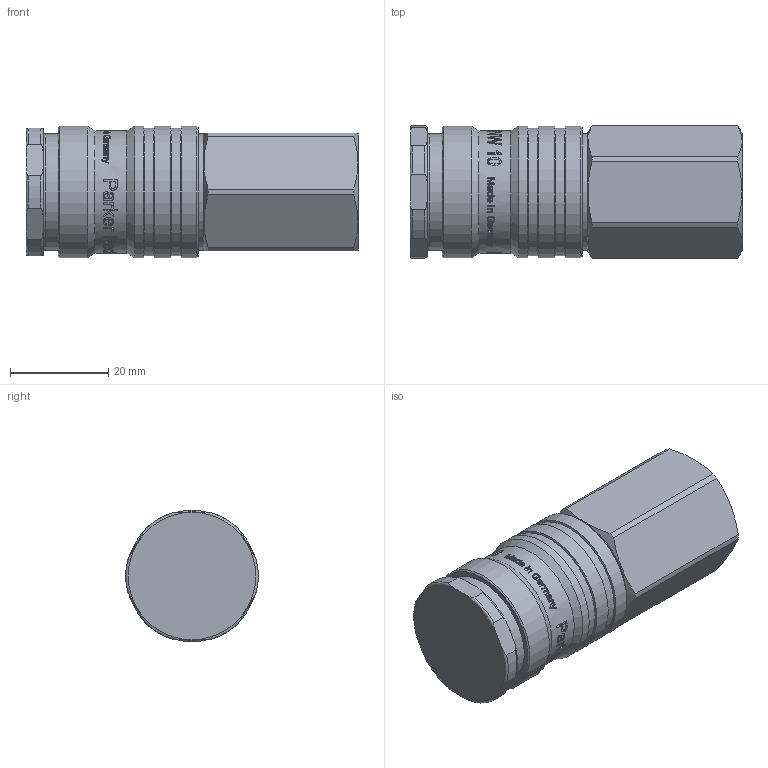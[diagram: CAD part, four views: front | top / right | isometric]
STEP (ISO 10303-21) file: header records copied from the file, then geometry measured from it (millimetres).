
FILE_DESCRIPTION((''),'2;1');
FILE_NAME('1700kaiw21spn.stp','2012-06-27T09:01:35',('AS035480'),(''),'Autodesk Inventor 2011','Autodesk Inventor 2011','');
FILE_SCHEMA(('AUTOMOTIVE_DESIGN { 1 0 10303 214 1 1 1 1 }'));
Length unit declared in the file: millimetre
Products named in the file (1): D103695
Bounding box: 67.64 x 27.05 x 26.8 mm (x, y, z)
Volume: 29789.7 mm3; surface area: 12595.6 mm2
Topology: 2 solids, 3 shells, 659 faces, 1729 edges, 1139 vertices
Faces by surface type: bspline 328, plane 195, cylinder 90, cone 29, torus 17
Full cylindrical faces by diameter (mm): 18.631 x1, 20.867 x1, 20.974 x1, 21 x1, 21.2 x1, 21.3 x1, 21.4 x1, 22.5 x1, 23.7 x2, 23.8 x1, 24 x1, 25 x1, 26 x2, 26.8 x4
Entity records: 92121 total; most frequent: CARTESIAN_POINT 77977, ORIENTED_EDGE 3338, EDGE_CURVE 1669, DIRECTION 1652, VERTEX_POINT 1127, B_SPLINE_CURVE_WITH_KNOTS 853, EDGE_LOOP 774, FACE_OUTER_BOUND 659
